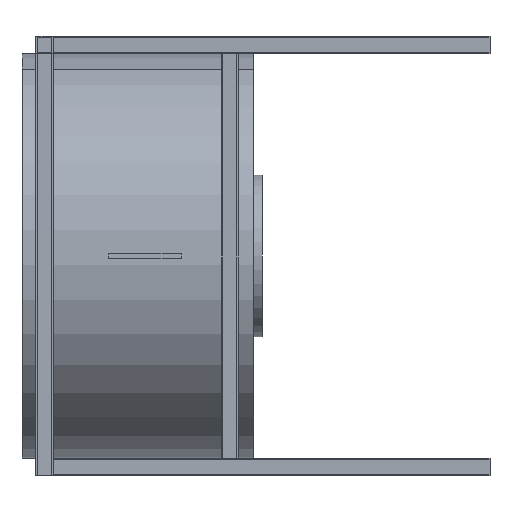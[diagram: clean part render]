
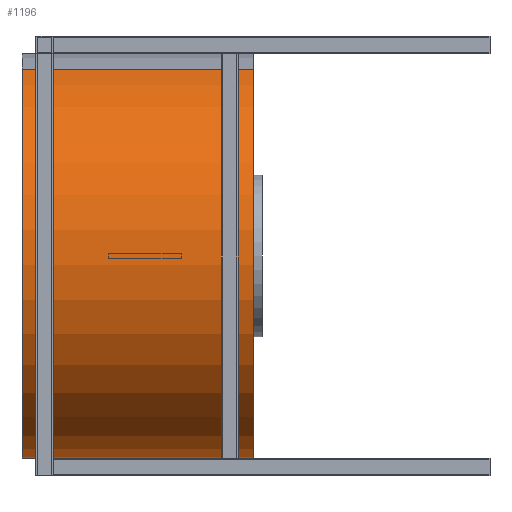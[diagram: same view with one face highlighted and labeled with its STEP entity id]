
A CAD part, left-side view. The second image highlights one B-rep face of the part: STEP entity #1196.
In plain terms, the highlighted cylindrical face has radius 350 mm (diameter 700 mm), a partial arc.
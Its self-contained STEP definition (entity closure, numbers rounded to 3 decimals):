
#210 = EDGE_CURVE ( 'NONE', #426, #1176, #885, .T. ) ;
#217 = ORIENTED_EDGE ( 'NONE', *, *, #210, .F. ) ;
#301 = EDGE_CURVE ( 'NONE', #3611, #3570, #2864, .T. ) ;
#306 = DIRECTION ( 'NONE',  ( 0., -1., 0. ) ) ;
#426 = VERTEX_POINT ( 'NONE', #646 ) ;
#581 = DIRECTION ( 'NONE',  ( 0., -1., 0. ) ) ;
#613 = VECTOR ( 'NONE', #1493, 1000. ) ;
#646 = CARTESIAN_POINT ( 'NONE',  ( 0., 400., 350. ) ) ;
#854 = CARTESIAN_POINT ( 'NONE',  ( 0., 0., 350. ) ) ;
#885 = LINE ( 'NONE', #3281, #613 ) ;
#1067 = CARTESIAN_POINT ( 'NONE',  ( 0., 0., -350. ) ) ;
#1176 = VERTEX_POINT ( 'NONE', #854 ) ;
#1196 = ADVANCED_FACE ( 'NONE', ( #3344 ), #1351, .T. ) ;
#1341 = DIRECTION ( 'NONE',  ( 0., 1., 0. ) ) ;
#1351 = CYLINDRICAL_SURFACE ( 'NONE', #1500, 350. ) ;
#1468 = EDGE_CURVE ( 'NONE', #3611, #426, #1574, .T. ) ;
#1493 = DIRECTION ( 'NONE',  ( 0., -1., 0. ) ) ;
#1500 = AXIS2_PLACEMENT_3D ( 'NONE', #2958, #306, #3859 ) ;
#1550 = VECTOR ( 'NONE', #581, 1000. ) ;
#1574 = CIRCLE ( 'NONE', #1826, 350. ) ;
#1826 = AXIS2_PLACEMENT_3D ( 'NONE', #1894, #1341, #1947 ) ;
#1848 = ORIENTED_EDGE ( 'NONE', *, *, #301, .T. ) ;
#1894 = CARTESIAN_POINT ( 'NONE',  ( 0., 400., 0. ) ) ;
#1947 = DIRECTION ( 'NONE',  ( 0., 0., 1. ) ) ;
#2208 = CARTESIAN_POINT ( 'NONE',  ( 0., 0., 0. ) ) ;
#2557 = ORIENTED_EDGE ( 'NONE', *, *, #1468, .F. ) ;
#2696 = CARTESIAN_POINT ( 'NONE',  ( 0., 400., -350. ) ) ;
#2828 = DIRECTION ( 'NONE',  ( 0., 1., 0. ) ) ;
#2832 = EDGE_CURVE ( 'NONE', #3570, #1176, #3277, .T. ) ;
#2864 = LINE ( 'NONE', #2696, #1550 ) ;
#2910 = ORIENTED_EDGE ( 'NONE', *, *, #2832, .T. ) ;
#2912 = EDGE_LOOP ( 'NONE', ( #217, #2557, #1848, #2910 ) ) ;
#2958 = CARTESIAN_POINT ( 'NONE',  ( 0., 400., 0. ) ) ;
#3153 = DIRECTION ( 'NONE',  ( 0., 0., 1. ) ) ;
#3277 = CIRCLE ( 'NONE', #3801, 350. ) ;
#3281 = CARTESIAN_POINT ( 'NONE',  ( 0., 400., 350. ) ) ;
#3344 = FACE_OUTER_BOUND ( 'NONE', #2912, .T. ) ;
#3553 = CARTESIAN_POINT ( 'NONE',  ( 0., 400., -350. ) ) ;
#3570 = VERTEX_POINT ( 'NONE', #1067 ) ;
#3611 = VERTEX_POINT ( 'NONE', #3553 ) ;
#3801 = AXIS2_PLACEMENT_3D ( 'NONE', #2208, #2828, #3153 ) ;
#3859 = DIRECTION ( 'NONE',  ( 0., 0., -1. ) ) ;
